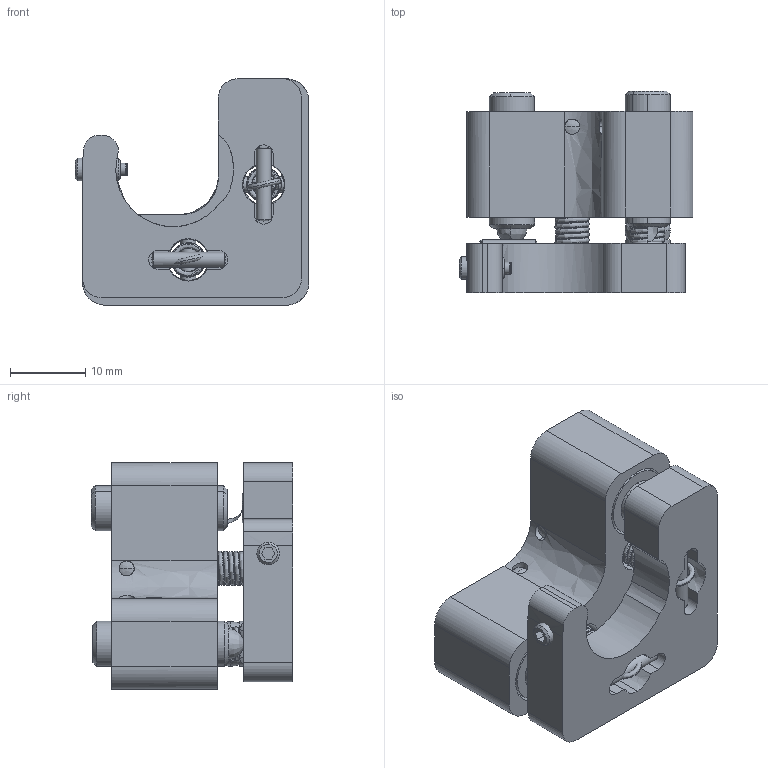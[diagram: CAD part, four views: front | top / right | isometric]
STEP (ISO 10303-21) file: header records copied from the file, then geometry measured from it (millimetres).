
FILE_DESCRIPTION(/* description */ (''),/* implementation_level */ '2;1');
FILE_NAME(/* name */ 'MMS-NRA',/* time_stamp */ '2021-08-20T18:30:10+03:00',/* author */ (''),/* organization */ (''),/* preprocessor_version */ 'ST-DEVELOPER v15',/* originating_system */ '',/* authorisation */ '');
FILE_SCHEMA (('AUTOMOTIVE_DESIGN'));
Length unit declared in the file: millimetre
Products named in the file (9): Document; MMS-NR_вар2 с \X2\04420430
; MMS-NR_вар2 с \X2\04420430
_Substitute_1; Block 01; Block 02; Block 03; Block 04; Block 05
Assembly tree (8 placements, depth 5):
  Document
    Document
      MMS-NR_вар2 с \X2\04420430

        MMS-NR_вар2 с \X2\04420430
_Substitute_1
          Block 01
          Block 02
          Block 03
          Block 04
          Block 05
Bounding box: 31 x 26.7 x 30 mm (x, y, z)
Volume: 9535.9 mm3; surface area: 11141.6 mm2
Topology: 29 solids, 55 shells, 446 faces, 1253 edges, 784 vertices
Faces by surface type: bspline 446
Entity records: 84153 total; most frequent: CARTESIAN_POINT 69314, B_SPLINE_CURVE_WITH_KNOTS 2429, ORIENTED_EDGE 2261, PCURVE 2261, DEFINITIONAL_REPRESENTATION 2261, SURFACE_CURVE 1208, EDGE_CURVE 1208, VERTEX_POINT 778
